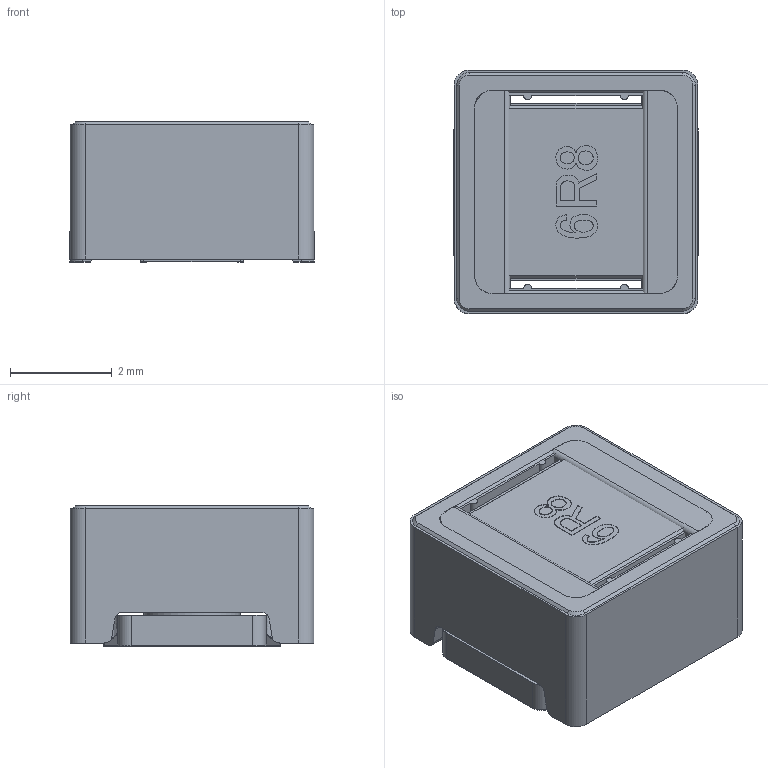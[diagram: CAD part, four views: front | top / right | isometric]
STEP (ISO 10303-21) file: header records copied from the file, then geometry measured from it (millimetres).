
FILE_DESCRIPTION( ('This file contains a STEP AP42 implementation' ,'as created by ZW3D STEP Interface translator.') ,'2;1' );
FILE_NAME( 'QS4828-L.stp' ,'151026. 83230', (''), ('ZWCAD Software Co.'), 'Version 1.0', 'ZW3D to STEP translator', '' );
FILE_SCHEMA( ('CONFIG_CONTROL_DESIGN') );
Length unit declared in the file: millimetre
Products named in the file (1): 0
Bounding box: 4.82 x 4.8 x 2.76 mm (x, y, z)
Volume: 46.2 mm3; surface area: 236.3 mm2
Topology: 6 solids, 6 shells, 280 faces, 763 edges, 506 vertices
Faces by surface type: bspline 280
Entity records: 10363 total; most frequent: CARTESIAN_POINT 5842, ORIENTED_EDGE 1526, EDGE_CURVE 763, B_SPLINE_CURVE_WITH_KNOTS 615, VERTEX_POINT 506, EDGE_LOOP 293, FACE_OUTER_BOUND 280, ADVANCED_FACE 280
